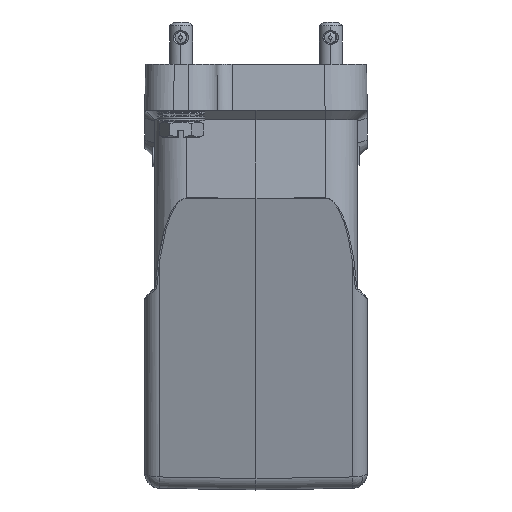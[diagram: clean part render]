
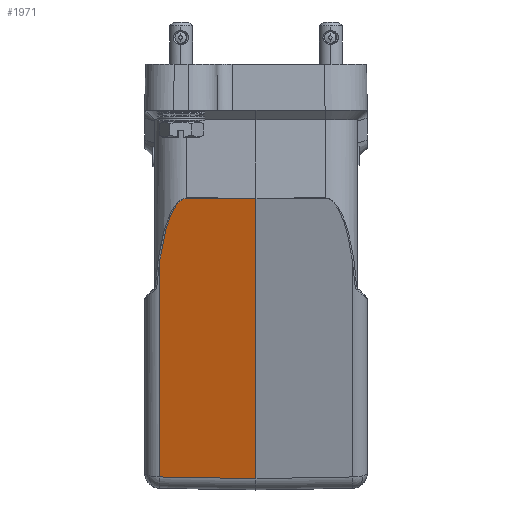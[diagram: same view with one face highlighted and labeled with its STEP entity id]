
A CAD part, left-side view. The second image highlights one B-rep face of the part: STEP entity #1971.
In plain terms, the highlighted planar face has unit normal (-0.966, 0.018, -0.259).
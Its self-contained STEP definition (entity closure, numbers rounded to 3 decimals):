
#1134=FACE_OUTER_BOUND('',#3622,.T.);
#1971=ADVANCED_FACE('NONE',(#1134),#2500,.F.);
#2500=PLANE('',#14926);
#3622=EDGE_LOOP('',(#9082,#9083,#9084,#9085,#9086));
#4658=LINE('',#30268,#5660);
#4696=LINE('',#30834,#5698);
#4697=LINE('',#30837,#5699);
#4698=LINE('',#30838,#5700);
#5660=VECTOR('',#17712,1.);
#5698=VECTOR('',#17820,1.);
#5699=VECTOR('',#17821,1.);
#5700=VECTOR('',#17822,1.);
#9082=ORIENTED_EDGE('',*,*,#13089,.F.);
#9083=ORIENTED_EDGE('',*,*,#13090,.F.);
#9084=ORIENTED_EDGE('',*,*,#13017,.F.);
#9085=ORIENTED_EDGE('',*,*,#13012,.F.);
#9086=ORIENTED_EDGE('',*,*,#13091,.F.);
#11093=VERTEX_POINT('',#30109);
#11094=VERTEX_POINT('',#30114);
#11097=VERTEX_POINT('',#30269);
#11139=VERTEX_POINT('',#30835);
#11140=VERTEX_POINT('',#30836);
#13012=EDGE_CURVE('NONE',#11094,#11093,#13875,.T.);
#13017=EDGE_CURVE('NONE',#11093,#11097,#4658,.T.);
#13089=EDGE_CURVE('NONE',#11139,#11140,#4696,.T.);
#13090=EDGE_CURVE('NONE',#11097,#11139,#4697,.T.);
#13091=EDGE_CURVE('NONE',#11140,#11094,#4698,.T.);
#13875=B_SPLINE_CURVE_WITH_KNOTS('',3,(#30115,#30116,#30117,#30118,#30119,
#30120,#30121,#30122,#30123,#30124,#30125,#30126,#30127,#30128,#30129,#30130,
#30131,#30132,#30133,#30134),.UNSPECIFIED.,.F.,.F.,(4,2,2,2,2,2,2,2,2,4),
(0.,0.25,0.5,0.625,0.75,0.813,0.875,0.938,0.969,1.),.UNSPECIFIED.);
#14926=AXIS2_PLACEMENT_3D('',#30839,#17823,#17824);
#17712=DIRECTION('',(-0.017,-1.,-0.002));
#17820=DIRECTION('',(0.013,1.,0.017));
#17821=DIRECTION('',(0.259,0.,-0.966));
#17822=DIRECTION('',(-0.259,0.,0.966));
#17823=DIRECTION('',(0.966,-0.017,0.259));
#17824=DIRECTION('',(0.259,0.,-0.966));
#30109=CARTESIAN_POINT('',(-74.668,18.048,-23.022));
#30114=CARTESIAN_POINT('',(-70.235,25.07,-39.091));
#30115=CARTESIAN_POINT('',(-70.235,25.07,-39.091));
#30116=CARTESIAN_POINT('',(-70.646,24.866,-37.573));
#30117=CARTESIAN_POINT('',(-71.055,24.619,-36.062));
#30118=CARTESIAN_POINT('',(-71.87,24.009,-33.061));
#30119=CARTESIAN_POINT('',(-72.276,23.647,-31.571));
#30120=CARTESIAN_POINT('',(-72.876,22.965,-29.377));
#30121=CARTESIAN_POINT('',(-73.075,22.714,-28.653));
#30122=CARTESIAN_POINT('',(-73.466,22.142,-27.232));
#30123=CARTESIAN_POINT('',(-73.659,21.823,-26.533));
#30124=CARTESIAN_POINT('',(-73.938,21.258,-25.531));
#30125=CARTESIAN_POINT('',(-74.029,21.054,-25.205));
#30126=CARTESIAN_POINT('',(-74.204,20.607,-24.58));
#30127=CARTESIAN_POINT('',(-74.289,20.363,-24.281));
#30128=CARTESIAN_POINT('',(-74.444,19.815,-23.739));
#30129=CARTESIAN_POINT('',(-74.515,19.511,-23.494));
#30130=CARTESIAN_POINT('',(-74.597,18.996,-23.223));
#30131=CARTESIAN_POINT('',(-74.62,18.814,-23.149));
#30132=CARTESIAN_POINT('',(-74.654,18.439,-23.048));
#30133=CARTESIAN_POINT('',(-74.665,18.244,-23.022));
#30134=CARTESIAN_POINT('',(-74.668,18.048,-23.022));
#30268=CARTESIAN_POINT('',(-74.662,18.396,-23.021));
#30269=CARTESIAN_POINT('',(-74.983,0.,-23.064));
#30834=CARTESIAN_POINT('',(-55.43,0.,-96.036));
#30835=CARTESIAN_POINT('',(-55.43,0.,-96.036));
#30836=CARTESIAN_POINT('',(-55.094,25.07,-95.598));
#30837=CARTESIAN_POINT('',(-54.636,0.,-99.));
#30838=CARTESIAN_POINT('',(-54.213,25.07,-98.887));
#30839=CARTESIAN_POINT('',(-54.636,0.,-99.));
